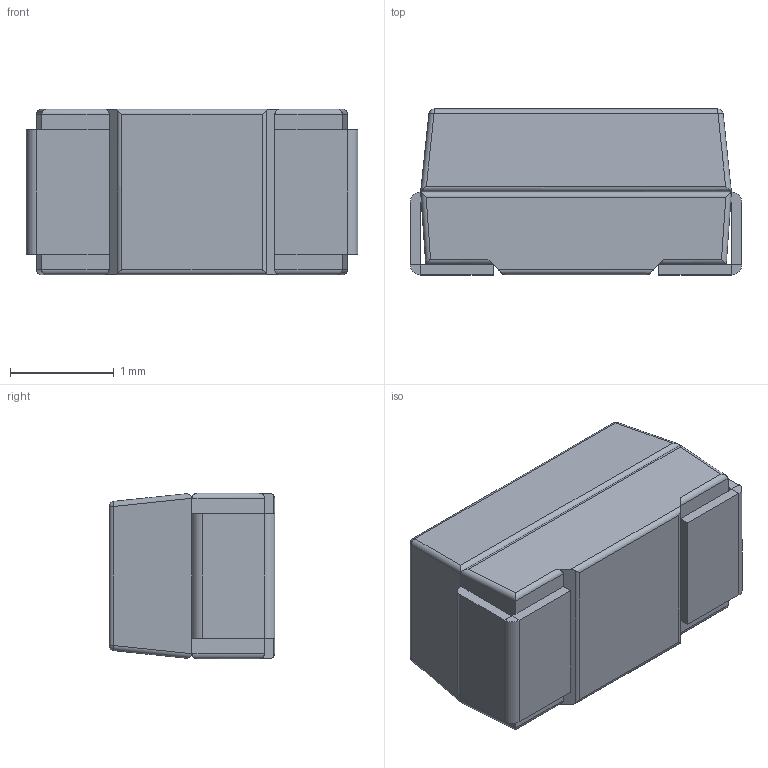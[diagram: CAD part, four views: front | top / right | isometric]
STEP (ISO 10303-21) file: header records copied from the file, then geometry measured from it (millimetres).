
FILE_DESCRIPTION (( 'STEP AP214' ), '1' );
FILE_NAME ('User Library-Tantalum Cap Case A.STEP', '2015-03-15T21:54:54', ( 'Windows User' ), ( '' ), 'SwSTEP 2.0', 'SolidWorks 2015', '' );
FILE_SCHEMA (( 'AUTOMOTIVE_DESIGN' ));
Length unit declared in the file: millimetre
Products named in the file (1): User Library-Tantalum Cap Case A
Bounding box: 3.2 x 1.6 x 1.6 mm (x, y, z)
Volume: 7.4 mm3; surface area: 30.1 mm2
Topology: 1 solids, 1 shells, 89 faces, 201 edges, 110 vertices
Faces by surface type: plane 55, cylinder 30, sphere 4
Entity records: 3070 total; most frequent: CARTESIAN_POINT 481, ORIENTED_EDGE 394, DIRECTION 373, EDGE_CURVE 197, LINE 145, VECTOR 145, AXIS2_PLACEMENT_3D 114, VERTEX_POINT 110
